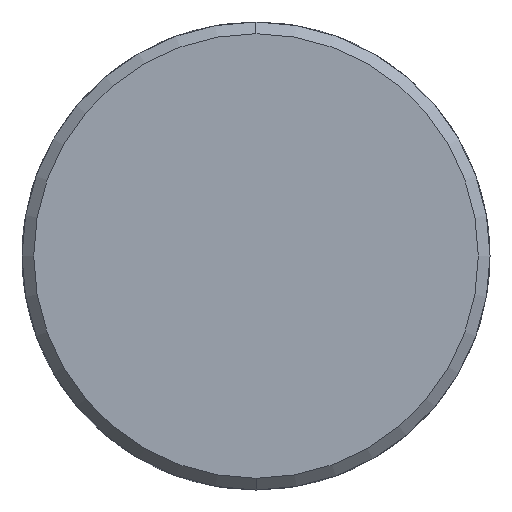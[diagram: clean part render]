
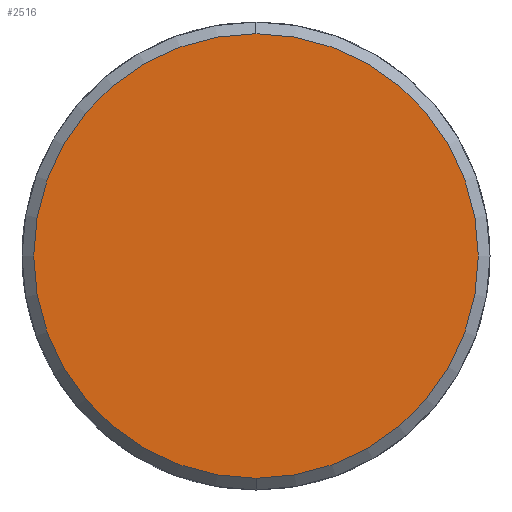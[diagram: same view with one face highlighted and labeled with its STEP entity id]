
A CAD part, left-side view. The second image highlights one B-rep face of the part: STEP entity #2516.
In plain terms, the highlighted planar face has unit normal (-1, 0, 0).
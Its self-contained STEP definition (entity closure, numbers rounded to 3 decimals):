
#64 = AXIS2_PLACEMENT_3D ( 'NONE', #103, #115, #921 ) ;
#103 = CARTESIAN_POINT ( 'NONE',  ( 0., 0., 0. ) ) ;
#115 = DIRECTION ( 'NONE',  ( -1., 0., 0. ) ) ;
#144 = CARTESIAN_POINT ( 'NONE',  ( 0., 0., 0. ) ) ;
#265 = DIRECTION ( 'NONE',  ( 0., 0., 1. ) ) ;
#297 = FACE_OUTER_BOUND ( 'NONE', #1643, .T. ) ;
#379 = EDGE_CURVE ( 'NONE', #1899, #1717, #472, .T. ) ;
#433 = AXIS2_PLACEMENT_3D ( 'NONE', #2260, #453, #265 ) ;
#453 = DIRECTION ( 'NONE',  ( -1., 0., 0. ) ) ;
#472 = CIRCLE ( 'NONE', #2488, 19. ) ;
#625 = CARTESIAN_POINT ( 'NONE',  ( 0., 0., -19. ) ) ;
#681 = CARTESIAN_POINT ( 'NONE',  ( 0., 0., 19. ) ) ;
#921 = DIRECTION ( 'NONE',  ( 0., 0., 1. ) ) ;
#1024 = EDGE_CURVE ( 'NONE', #1717, #1899, #1079, .T. ) ;
#1079 = CIRCLE ( 'NONE', #433, 19. ) ;
#1343 = ORIENTED_EDGE ( 'NONE', *, *, #1024, .T. ) ;
#1555 = DIRECTION ( 'NONE',  ( -1., 0., 0. ) ) ;
#1643 = EDGE_LOOP ( 'NONE', ( #1343, #2108 ) ) ;
#1717 = VERTEX_POINT ( 'NONE', #625 ) ;
#1899 = VERTEX_POINT ( 'NONE', #681 ) ;
#1902 = PLANE ( 'NONE',  #64 ) ;
#2108 = ORIENTED_EDGE ( 'NONE', *, *, #379, .T. ) ;
#2260 = CARTESIAN_POINT ( 'NONE',  ( 0., 0., 0. ) ) ;
#2488 = AXIS2_PLACEMENT_3D ( 'NONE', #144, #1555, #2511 ) ;
#2511 = DIRECTION ( 'NONE',  ( 0., 0., 1. ) ) ;
#2516 = ADVANCED_FACE ( 'NONE', ( #297 ), #1902, .T. ) ;
